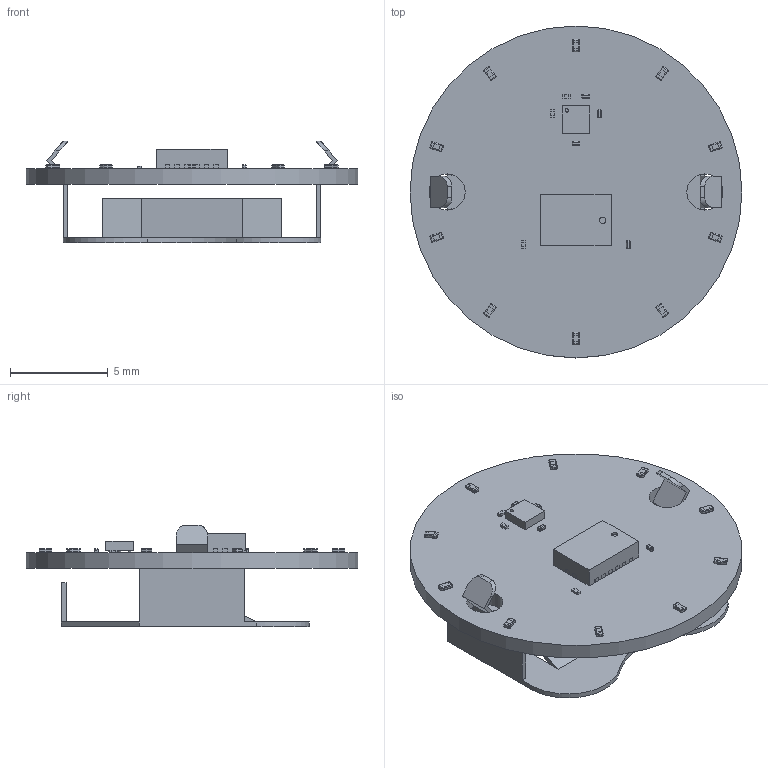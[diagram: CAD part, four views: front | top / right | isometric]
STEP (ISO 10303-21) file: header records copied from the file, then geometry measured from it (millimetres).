
FILE_DESCRIPTION(('Open CASCADE Model'),'2;1');
FILE_NAME('Open CASCADE Shape Model','2020-10-18T20:45:58',('Author'),( 'Open CASCADE'),'Open CASCADE STEP processor 6.8','Open CASCADE 6.8' ,'Unknown');
FILE_SCHEMA(('AUTOMOTIVE_DESIGN { 1 0 10303 214 1 1 1 1 }'));
Length unit declared in the file: millimetre
Products named in the file (121): PCB; Board; Open CASCADE STEP translator 6.8 17.1.1; U2; 7992245312; Open_CASCADE_STEP_translator_6.8_14.1; Body; Open_CASCADE_STEP_translator_6.8_14.2.1; Thermal_Shape; Pin_Shape; Open_CASCADE_STEP_translator_6.8_14.4.1; U1; 6502972240; Open_CASCADE_STEP_translator_6.8_2.1; Open_CASCADE_STEP_translator_6.8_2.2.1; ball; R3; 7386070880; Extruded; 6895699904; R2; R1; 7386063360; DS10; 7927834288; Terminal; Open_CASCADE_STEP_translator_6.8_16.1.1; Open_CASCADE_STEP_translator_6.8_16.1.2; Mid_Body; Open_CASCADE_STEP_translator_6.8_16.2.1; DS9; 7929661216; DS8; 7995660288; DS7; 7929662016; DS6; 6895414032; DS5; 8001593136 ...
Assembly tree (149 placements, depth 5):
  PCB
    Board
      Open CASCADE STEP translator 6.8 17.1.1
    U2
      7992245312
        Open_CASCADE_STEP_translator_6.8_14.1
        Body
          Open_CASCADE_STEP_translator_6.8_14.2.1
        Thermal_Shape
        Pin_Shape  x16
          Open_CASCADE_STEP_translator_6.8_14.4.1
    U1
      6502972240
        Open_CASCADE_STEP_translator_6.8_2.1
        Body
          Open_CASCADE_STEP_translator_6.8_2.2.1
        ball  x8
    R3
      7386070880
        Extruded
      6895699904  x2
        Extruded
    R2
      7386070880
        Extruded
      6895699904  x2
        Extruded
    R1
      7386070880
        Extruded
      7386063360  x2
        Extruded
    DS10
      7927834288
        Terminal
          Open_CASCADE_STEP_translator_6.8_16.1.1
          Open_CASCADE_STEP_translator_6.8_16.1.2
        Mid_Body
          Open_CASCADE_STEP_translator_6.8_16.2.1
    DS9
      7929661216
        Terminal
          Open_CASCADE_STEP_translator_6.8_16.1.1
          Open_CASCADE_STEP_translator_6.8_16.1.2
        Mid_Body
          Open_CASCADE_STEP_translator_6.8_16.2.1
    DS8
      7995660288
        Terminal
          Open_CASCADE_STEP_translator_6.8_16.1.1
          Open_CASCADE_STEP_translator_6.8_16.1.2
        Mid_Body
          Open_CASCADE_STEP_translator_6.8_16.2.1
    DS7
      7929662016
        Terminal
          Open_CASCADE_STEP_translator_6.8_16.1.1
          Open_CASCADE_STEP_translator_6.8_16.1.2
        Mid_Body
          Open_CASCADE_STEP_translator_6.8_16.2.1
Bounding box: 17 x 17 x 5.2 mm (x, y, z)
Volume: 234.8 mm3; surface area: 964.4 mm2
Topology: 80 solids, 82 shells, 1023 faces, 2259 edges, 1272 vertices
Faces by surface type: plane 606, cylinder 297, sphere 120
Full cylindrical faces by diameter (mm): 0.176 x1, 0.325 x1, 1.85 x2, 17 x1
Entity records: 22396 total; most frequent: DIRECTION 3823, CARTESIAN_POINT 3346, ORIENTED_EDGE 3068, EDGE_CURVE 1535, AXIS2_PLACEMENT_3D 1422, LINE 979, VECTOR 979, VERTEX_POINT 913
